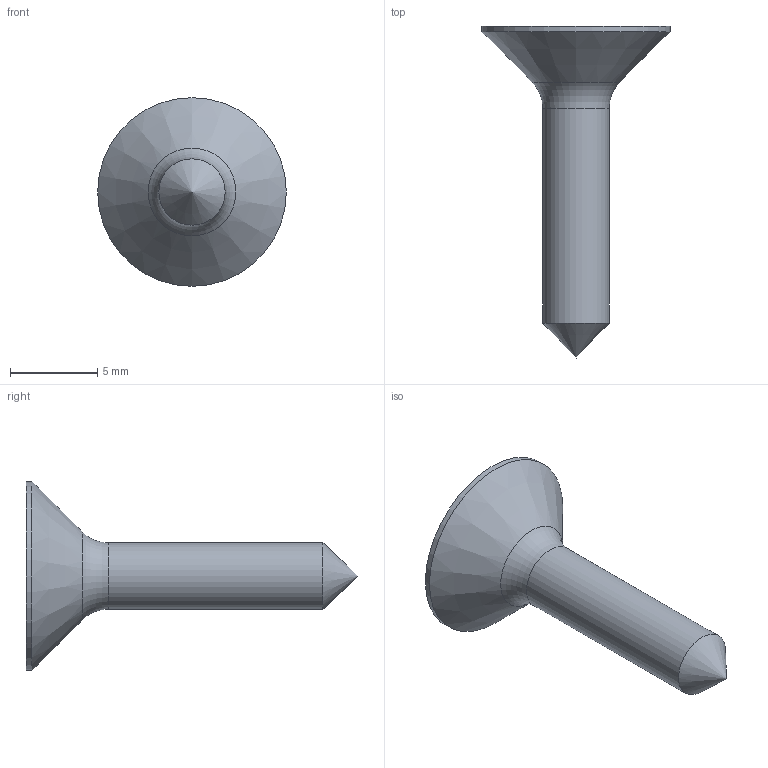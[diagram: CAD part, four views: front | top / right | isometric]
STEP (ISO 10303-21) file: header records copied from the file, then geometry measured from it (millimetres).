
FILE_DESCRIPTION (( 'STEP AP203' ), '1' );
FILE_NAME ('58351-240-19.step', '2023-09-20T11:22:29', ( '' ), ( '' ), 'SwSTEP 2.0', 'SolidWorks 2018', '' );
FILE_SCHEMA (( 'CONFIG_CONTROL_DESIGN' ));
Length unit declared in the file: millimetre
Products named in the file (1): 58351-240-19
Bounding box: 10.8 x 19 x 10.8 mm (x, y, z)
Volume: 331.2 mm3; surface area: 421 mm2
Topology: 1 solids, 1 shells, 326 faces, 881 edges, 586 vertices
Faces by surface type: plane 182, bspline 139, cone 2, cylinder 2, torus 1
Full cylindrical faces by diameter (mm): 3.8 x1, 10.8 x1
Entity records: 16955 total; most frequent: CARTESIAN_POINT 9654, ORIENTED_EDGE 1750, DIRECTION 978, EDGE_CURVE 875, LINE 592, VECTOR 592, VERTEX_POINT 585, EDGE_LOOP 360
